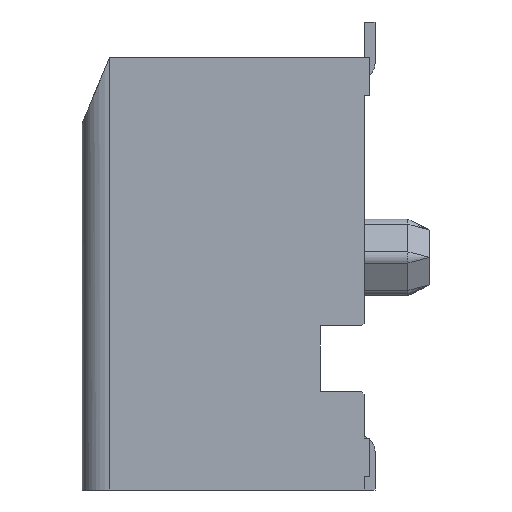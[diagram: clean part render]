
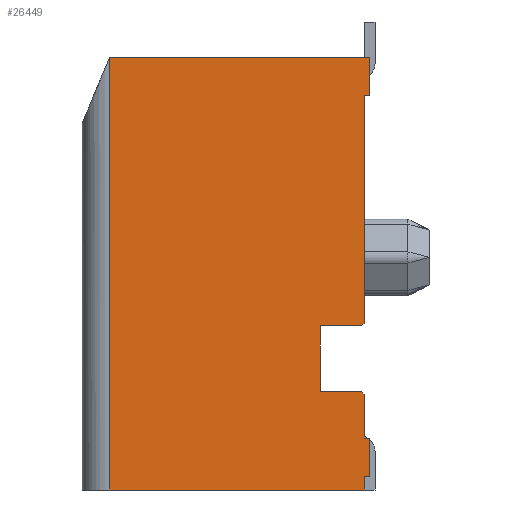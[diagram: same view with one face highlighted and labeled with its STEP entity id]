
A CAD part, left-side view. The second image highlights one B-rep face of the part: STEP entity #26449.
In plain terms, the highlighted planar face has unit normal (-1, 0, 0).
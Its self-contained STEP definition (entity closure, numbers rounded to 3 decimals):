
#9 = LINE ( 'NONE', #35086, #40283 ) ;
#527 = DIRECTION ( 'NONE',  ( 0., -0.707, 0.707 ) ) ;
#674 = ORIENTED_EDGE ( 'NONE', *, *, #45673, .F. ) ;
#1218 = AXIS2_PLACEMENT_3D ( 'NONE', #33408, #21799, #18006 ) ;
#1366 = CARTESIAN_POINT ( 'NONE',  ( -3.165, 7.526, 14.95 ) ) ;
#1818 = DIRECTION ( 'NONE',  ( 0., 0., 1. ) ) ;
#2297 = VERTEX_POINT ( 'NONE', #11763 ) ;
#3143 = LINE ( 'NONE', #17239, #33020 ) ;
#3639 = CARTESIAN_POINT ( 'NONE',  ( -3.165, 8.426, 8.85 ) ) ;
#3689 = VERTEX_POINT ( 'NONE', #9955 ) ;
#4213 = LINE ( 'NONE', #43885, #21289 ) ;
#4218 = ORIENTED_EDGE ( 'NONE', *, *, #41993, .T. ) ;
#4323 = EDGE_CURVE ( 'NONE', #20540, #5486, #37034, .T. ) ;
#4509 = ORIENTED_EDGE ( 'NONE', *, *, #22608, .F. ) ;
#4553 = LINE ( 'NONE', #32849, #43004 ) ;
#5035 = DIRECTION ( 'NONE',  ( 0., -1., 0. ) ) ;
#5151 = DIRECTION ( 'NONE',  ( 0., 0., -1. ) ) ;
#5486 = VERTEX_POINT ( 'NONE', #32151 ) ;
#5517 = DIRECTION ( 'NONE',  ( 0., -1., 0. ) ) ;
#5675 = CARTESIAN_POINT ( 'NONE',  ( -3.165, 7.626, 14.35 ) ) ;
#5758 = VERTEX_POINT ( 'NONE', #28113 ) ;
#5831 = ORIENTED_EDGE ( 'NONE', *, *, #46595, .T. ) ;
#6610 = DIRECTION ( 'NONE',  ( 0., 0., -1. ) ) ;
#7139 = VERTEX_POINT ( 'NONE', #16028 ) ;
#7225 = CARTESIAN_POINT ( 'NONE',  ( -3.165, 7.626, 14.35 ) ) ;
#9411 = EDGE_CURVE ( 'NONE', #29394, #5486, #3143, .T. ) ;
#9532 = CARTESIAN_POINT ( 'NONE',  ( -3.165, 7.676, 10.05 ) ) ;
#9629 = VECTOR ( 'NONE', #50367, 1000. ) ;
#9732 = VECTOR ( 'NONE', #17361, 1000. ) ;
#9736 = ORIENTED_EDGE ( 'NONE', *, *, #31033, .F. ) ;
#9955 = CARTESIAN_POINT ( 'NONE',  ( -3.165, 7.626, 10.1 ) ) ;
#10032 = LINE ( 'NONE', #14153, #39365 ) ;
#10836 = LINE ( 'NONE', #7225, #9629 ) ;
#11284 = EDGE_LOOP ( 'NONE', ( #5831, #4218, #4509, #9736, #38557, #43886, #29063, #31709, #49630, #41612, #674, #12281, #15763, #30784, #37288, #50493 ) ) ;
#11763 = CARTESIAN_POINT ( 'NONE',  ( -3.165, 8.426, 10.05 ) ) ;
#12281 = ORIENTED_EDGE ( 'NONE', *, *, #28094, .F. ) ;
#13048 = VERTEX_POINT ( 'NONE', #39921 ) ;
#13142 = VERTEX_POINT ( 'NONE', #37000 ) ;
#13232 = VECTOR ( 'NONE', #5151, 1000. ) ;
#13312 = VECTOR ( 'NONE', #50017, 1000. ) ;
#13464 = CARTESIAN_POINT ( 'NONE',  ( -3.165, 8.426, 10.05 ) ) ;
#13501 = DIRECTION ( 'NONE',  ( 0., 1., 0. ) ) ;
#14100 = VERTEX_POINT ( 'NONE', #9532 ) ;
#14153 = CARTESIAN_POINT ( 'NONE',  ( -3.165, 8.464, 7.3 ) ) ;
#14575 = LINE ( 'NONE', #23872, #32886 ) ;
#15224 = CARTESIAN_POINT ( 'NONE',  ( -3.165, 6.463, 14.25 ) ) ;
#15661 = VERTEX_POINT ( 'NONE', #43247 ) ;
#15763 = ORIENTED_EDGE ( 'NONE', *, *, #36687, .F. ) ;
#16028 = CARTESIAN_POINT ( 'NONE',  ( -3.165, 7.526, 8. ) ) ;
#16218 = EDGE_CURVE ( 'NONE', #45616, #44798, #14575, .T. ) ;
#16536 = LINE ( 'NONE', #36429, #48253 ) ;
#16769 = LINE ( 'NONE', #18307, #33327 ) ;
#17239 = CARTESIAN_POINT ( 'NONE',  ( -3.165, 8.426, 8.85 ) ) ;
#17361 = DIRECTION ( 'NONE',  ( 0., 0., -1. ) ) ;
#17522 = DIRECTION ( 'NONE',  ( 0., 0., -1. ) ) ;
#18006 = DIRECTION ( 'NONE',  ( 0., 0., 1. ) ) ;
#18307 = CARTESIAN_POINT ( 'NONE',  ( -3.165, 8.464, 8. ) ) ;
#18421 = EDGE_CURVE ( 'NONE', #25745, #15661, #10032, .T. ) ;
#19217 = CARTESIAN_POINT ( 'NONE',  ( -3.165, 12.276, 7.05 ) ) ;
#19891 = EDGE_CURVE ( 'NONE', #5758, #44798, #41594, .T. ) ;
#20540 = VERTEX_POINT ( 'NONE', #49783 ) ;
#20594 = LINE ( 'NONE', #15224, #13312 ) ;
#21289 = VECTOR ( 'NONE', #24800, 1000. ) ;
#21507 = CARTESIAN_POINT ( 'NONE',  ( -3.165, 7.526, 7.05 ) ) ;
#21799 = DIRECTION ( 'NONE',  ( -1., 0., 0. ) ) ;
#22608 = EDGE_CURVE ( 'NONE', #13142, #3689, #23607, .T. ) ;
#23607 = LINE ( 'NONE', #5675, #13232 ) ;
#23872 = CARTESIAN_POINT ( 'NONE',  ( -3.165, 12.276, 7.05 ) ) ;
#24369 = DIRECTION ( 'NONE',  ( 0., 0., -1. ) ) ;
#24800 = DIRECTION ( 'NONE',  ( 0., -1., 0. ) ) ;
#25745 = VERTEX_POINT ( 'NONE', #30982 ) ;
#25822 = EDGE_CURVE ( 'NONE', #28407, #49973, #9, .T. ) ;
#26449 = ADVANCED_FACE ( 'NONE', ( #34672 ), #50112, .T. ) ;
#27963 = CARTESIAN_POINT ( 'NONE',  ( -3.165, 5.151, 12.575 ) ) ;
#28094 = EDGE_CURVE ( 'NONE', #13048, #7139, #16769, .T. ) ;
#28113 = CARTESIAN_POINT ( 'NONE',  ( -3.165, 7.626, 7.05 ) ) ;
#28175 = CARTESIAN_POINT ( 'NONE',  ( -3.165, 7.526, 14.95 ) ) ;
#28407 = VERTEX_POINT ( 'NONE', #28175 ) ;
#29063 = ORIENTED_EDGE ( 'NONE', *, *, #16218, .T. ) ;
#29394 = VERTEX_POINT ( 'NONE', #3639 ) ;
#29407 = LINE ( 'NONE', #13464, #48305 ) ;
#29814 = EDGE_CURVE ( 'NONE', #2297, #29394, #29407, .T. ) ;
#30784 = ORIENTED_EDGE ( 'NONE', *, *, #4323, .T. ) ;
#30950 = LINE ( 'NONE', #27963, #44336 ) ;
#30982 = CARTESIAN_POINT ( 'NONE',  ( -3.165, 7.626, 7.3 ) ) ;
#31033 = EDGE_CURVE ( 'NONE', #49973, #13142, #20594, .T. ) ;
#31709 = ORIENTED_EDGE ( 'NONE', *, *, #19891, .F. ) ;
#32151 = CARTESIAN_POINT ( 'NONE',  ( -3.165, 7.676, 8.85 ) ) ;
#32849 = CARTESIAN_POINT ( 'NONE',  ( -3.165, 7.626, 7.3 ) ) ;
#32886 = VECTOR ( 'NONE', #24369, 1000. ) ;
#33020 = VECTOR ( 'NONE', #5517, 1000. ) ;
#33327 = VECTOR ( 'NONE', #49356, 1000. ) ;
#33408 = CARTESIAN_POINT ( 'NONE',  ( -3.165, 7.526, 14.95 ) ) ;
#34672 = FACE_OUTER_BOUND ( 'NONE', #11284, .T. ) ;
#35086 = CARTESIAN_POINT ( 'NONE',  ( -3.165, 7.526, 14.95 ) ) ;
#36429 = CARTESIAN_POINT ( 'NONE',  ( -3.165, 7.526, 14.95 ) ) ;
#36675 = CARTESIAN_POINT ( 'NONE',  ( -3.165, 12.276, 14.95 ) ) ;
#36687 = EDGE_CURVE ( 'NONE', #20540, #13048, #10836, .T. ) ;
#37000 = CARTESIAN_POINT ( 'NONE',  ( -3.165, 7.626, 14.25 ) ) ;
#37034 = LINE ( 'NONE', #46663, #45536 ) ;
#37288 = ORIENTED_EDGE ( 'NONE', *, *, #9411, .F. ) ;
#37846 = LINE ( 'NONE', #1366, #9732 ) ;
#38550 = DIRECTION ( 'NONE',  ( 0., 0.707, 0.707 ) ) ;
#38557 = ORIENTED_EDGE ( 'NONE', *, *, #25822, .F. ) ;
#39012 = CARTESIAN_POINT ( 'NONE',  ( -3.165, 7.526, 14.25 ) ) ;
#39365 = VECTOR ( 'NONE', #41778, 1000. ) ;
#39921 = CARTESIAN_POINT ( 'NONE',  ( -3.165, 7.626, 8. ) ) ;
#40283 = VECTOR ( 'NONE', #6610, 1000. ) ;
#41594 = LINE ( 'NONE', #21507, #42809 ) ;
#41612 = ORIENTED_EDGE ( 'NONE', *, *, #18421, .T. ) ;
#41778 = DIRECTION ( 'NONE',  ( 0., -1., 0. ) ) ;
#41993 = EDGE_CURVE ( 'NONE', #14100, #3689, #30950, .T. ) ;
#42809 = VECTOR ( 'NONE', #13501, 1000. ) ;
#43004 = VECTOR ( 'NONE', #1818, 1000. ) ;
#43247 = CARTESIAN_POINT ( 'NONE',  ( -3.165, 7.526, 7.3 ) ) ;
#43885 = CARTESIAN_POINT ( 'NONE',  ( -3.165, 8.426, 10.05 ) ) ;
#43886 = ORIENTED_EDGE ( 'NONE', *, *, #45049, .F. ) ;
#44336 = VECTOR ( 'NONE', #527, 1000. ) ;
#44798 = VERTEX_POINT ( 'NONE', #19217 ) ;
#45049 = EDGE_CURVE ( 'NONE', #45616, #28407, #16536, .T. ) ;
#45536 = VECTOR ( 'NONE', #38550, 1000. ) ;
#45616 = VERTEX_POINT ( 'NONE', #36675 ) ;
#45673 = EDGE_CURVE ( 'NONE', #7139, #15661, #37846, .T. ) ;
#46595 = EDGE_CURVE ( 'NONE', #2297, #14100, #4213, .T. ) ;
#46663 = CARTESIAN_POINT ( 'NONE',  ( -3.165, 10.651, 11.825 ) ) ;
#48253 = VECTOR ( 'NONE', #5035, 1000. ) ;
#48305 = VECTOR ( 'NONE', #17522, 1000. ) ;
#48528 = EDGE_CURVE ( 'NONE', #5758, #25745, #4553, .T. ) ;
#49356 = DIRECTION ( 'NONE',  ( 0., -1., 0. ) ) ;
#49630 = ORIENTED_EDGE ( 'NONE', *, *, #48528, .T. ) ;
#49783 = CARTESIAN_POINT ( 'NONE',  ( -3.165, 7.626, 8.8 ) ) ;
#49973 = VERTEX_POINT ( 'NONE', #39012 ) ;
#50017 = DIRECTION ( 'NONE',  ( 0., 1., 0. ) ) ;
#50112 = PLANE ( 'NONE',  #1218 ) ;
#50367 = DIRECTION ( 'NONE',  ( 0., 0., -1. ) ) ;
#50493 = ORIENTED_EDGE ( 'NONE', *, *, #29814, .F. ) ;
